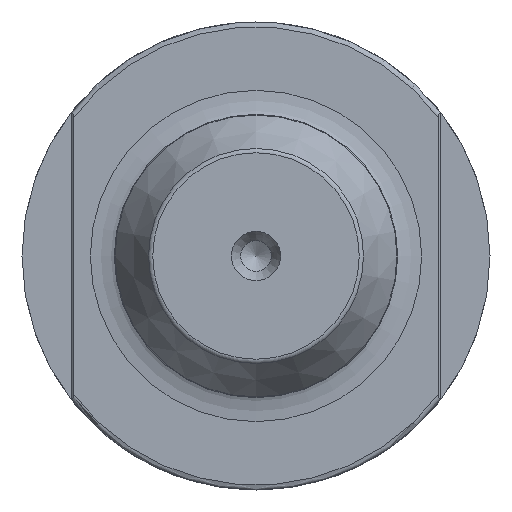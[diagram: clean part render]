
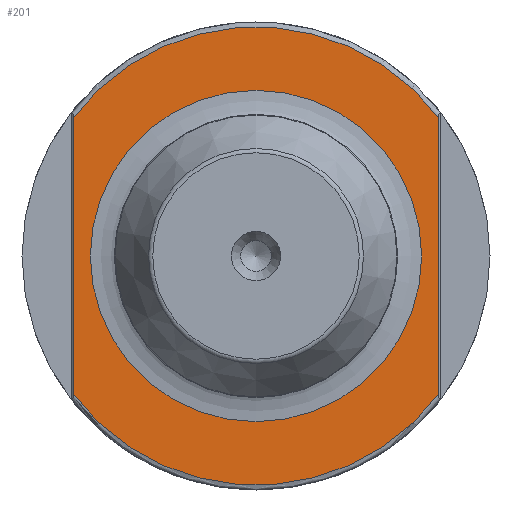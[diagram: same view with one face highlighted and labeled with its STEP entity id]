
A CAD part, left-side view. The second image highlights one B-rep face of the part: STEP entity #201.
In plain terms, the highlighted planar face has unit normal (-1, 0, 0).
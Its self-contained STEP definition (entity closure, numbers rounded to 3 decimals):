
#46=LINE('',#1188,#56);
#47=LINE('',#1189,#57);
#56=VECTOR('',#850,1.);
#57=VECTOR('',#851,1.);
#63=PLANE('',#717);
#117=FACE_BOUND('',#284,.T.);
#118=FACE_BOUND('',#285,.T.);
#201=ADVANCED_FACE('',(#117,#118),#63,.F.);
#284=EDGE_LOOP('',(#446,#447,#448,#449));
#285=EDGE_LOOP('',(#450));
#362=CIRCLE('',#692,18.6);
#375=CIRCLE('',#714,18.6);
#376=CIRCLE('',#716,13.45);
#446=ORIENTED_EDGE('',*,*,#608,.F.);
#447=ORIENTED_EDGE('',*,*,#632,.T.);
#448=ORIENTED_EDGE('',*,*,#627,.F.);
#449=ORIENTED_EDGE('',*,*,#633,.T.);
#450=ORIENTED_EDGE('',*,*,#634,.T.);
#547=VERTEX_POINT('',#1045);
#548=VERTEX_POINT('',#1047);
#565=VERTEX_POINT('',#1122);
#566=VERTEX_POINT('',#1123);
#569=VERTEX_POINT('',#1191);
#608=EDGE_CURVE('',#547,#548,#362,.T.);
#627=EDGE_CURVE('',#565,#566,#375,.T.);
#632=EDGE_CURVE('',#547,#566,#46,.T.);
#633=EDGE_CURVE('',#565,#548,#47,.T.);
#634=EDGE_CURVE('',#569,#569,#376,.T.);
#692=AXIS2_PLACEMENT_3D('',#1046,#798,#799);
#714=AXIS2_PLACEMENT_3D('',#1121,#846,#847);
#716=AXIS2_PLACEMENT_3D('',#1190,#852,#853);
#717=AXIS2_PLACEMENT_3D('',#1192,#854,#855);
#798=DIRECTION('',(1.,0.,0.));
#799=DIRECTION('',(0.,0.,-1.));
#846=DIRECTION('',(1.,0.,0.));
#847=DIRECTION('',(0.,0.,-1.));
#850=DIRECTION('',(0.,0.,1.));
#851=DIRECTION('',(0.,0.,-1.));
#852=DIRECTION('',(1.,0.,0.));
#853=DIRECTION('',(0.,0.,-1.));
#854=DIRECTION('',(1.,0.,0.));
#855=DIRECTION('',(0.,0.,-1.));
#1045=CARTESIAN_POINT('',(35.,-14.8,-11.266));
#1046=CARTESIAN_POINT('',(35.,0.,0.));
#1047=CARTESIAN_POINT('',(35.,14.8,-11.266));
#1121=CARTESIAN_POINT('',(35.,0.,0.));
#1122=CARTESIAN_POINT('',(35.,14.8,11.266));
#1123=CARTESIAN_POINT('',(35.,-14.8,11.266));
#1188=CARTESIAN_POINT('',(35.,-14.8,0.));
#1189=CARTESIAN_POINT('',(35.,14.8,0.));
#1190=CARTESIAN_POINT('',(35.,0.,0.));
#1191=CARTESIAN_POINT('',(35.,0.,-13.45));
#1192=CARTESIAN_POINT('',(35.,13.45,0.));
